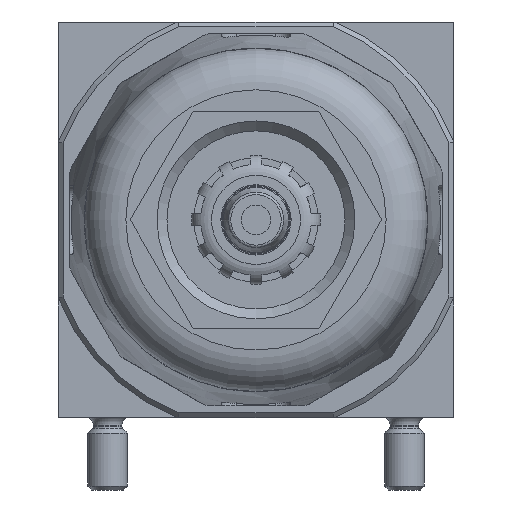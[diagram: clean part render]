
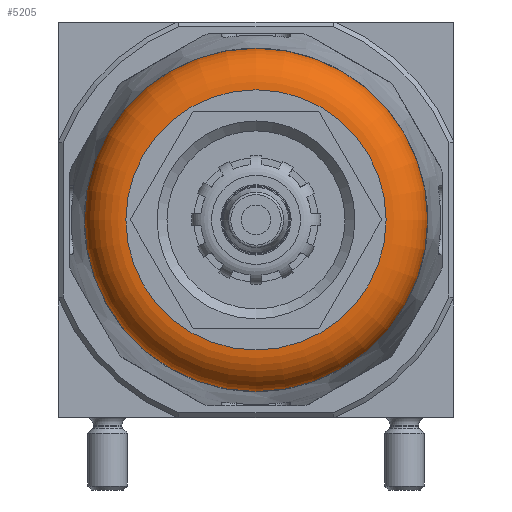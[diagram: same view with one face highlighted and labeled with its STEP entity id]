
A CAD part, front view. The second image highlights one B-rep face of the part: STEP entity #5205.
In plain terms, the highlighted toroidal (fillet/blend) face has major radius 13.15 mm and minor radius 4.2 mm.
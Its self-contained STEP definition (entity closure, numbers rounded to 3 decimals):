
#42=TOROIDAL_SURFACE('',#5554,13.15,4.2);
#1388=ORIENTED_EDGE('',*,*,#2386,.T.);
#1389=ORIENTED_EDGE('',*,*,#2385,.F.);
#2385=EDGE_CURVE('',#2883,#2883,#3174,.T.);
#2386=EDGE_CURVE('',#2884,#2884,#3175,.T.);
#2883=VERTEX_POINT('',#7822);
#2884=VERTEX_POINT('',#7825);
#3174=CIRCLE('',#5553,13.15);
#3175=CIRCLE('',#5555,17.35);
#3401=EDGE_LOOP('',(#1388));
#3402=EDGE_LOOP('',(#1389));
#3715=FACE_BOUND('',#3401,.T.);
#3716=FACE_BOUND('',#3402,.T.);
#5205=ADVANCED_FACE('',(#3715,#3716),#42,.T.);
#5553=AXIS2_PLACEMENT_3D('',#7821,#6320,#6321);
#5554=AXIS2_PLACEMENT_3D('',#7823,#6322,#6323);
#5555=AXIS2_PLACEMENT_3D('',#7824,#6324,#6325);
#6320=DIRECTION('',(0.,-1.,0.));
#6321=DIRECTION('',(0.,0.,-1.));
#6322=DIRECTION('',(0.,-1.,0.));
#6323=DIRECTION('',(0.,0.,-1.));
#6324=DIRECTION('',(0.,-1.,0.));
#6325=DIRECTION('',(0.,0.,-1.));
#7821=CARTESIAN_POINT('',(0.,-119.,0.));
#7822=CARTESIAN_POINT('',(0.,-119.,-13.15));
#7823=CARTESIAN_POINT('',(0.,-114.8,0.));
#7824=CARTESIAN_POINT('',(0.,-114.8,0.));
#7825=CARTESIAN_POINT('',(0.,-114.8,-17.35));
